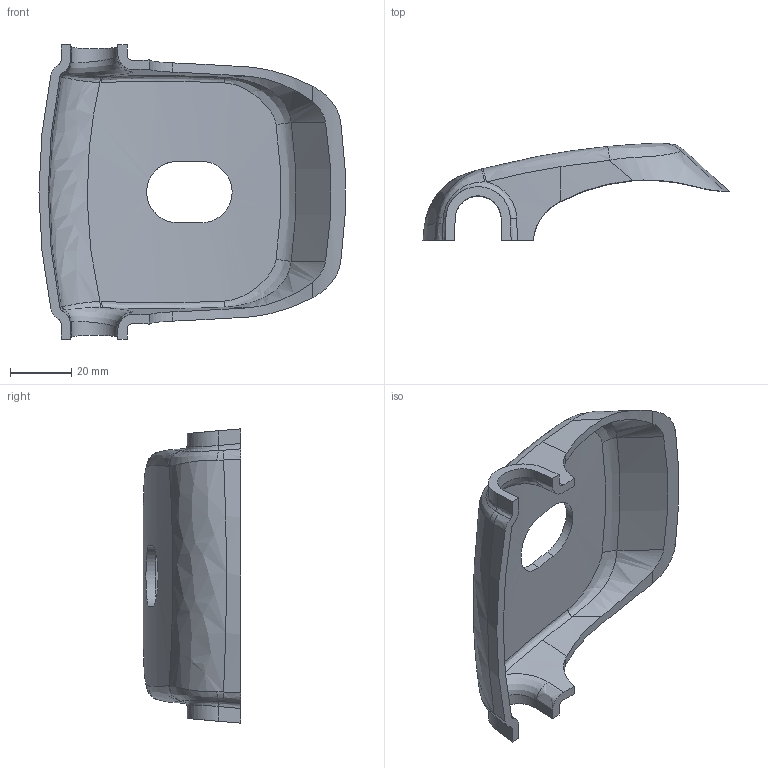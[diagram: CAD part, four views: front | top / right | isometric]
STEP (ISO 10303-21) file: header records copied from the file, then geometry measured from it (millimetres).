
FILE_DESCRIPTION (( 'STEP AP214' ), '1' );
FILE_NAME ('Solid.STEP', '2018-03-06T22:48:49', ( '' ), ( '' ), 'SwSTEP 2.0', 'SolidWorks 2017', '' );
FILE_SCHEMA (( 'AUTOMOTIVE_DESIGN' ));
Length unit declared in the file: millimetre
Products named in the file (1): Solid
Bounding box: 99.83 x 31.78 x 96 mm (x, y, z)
Volume: 30744.8 mm3; surface area: 22095 mm2
Topology: 1 solids, 1 shells, 84 faces, 214 edges, 132 vertices
Faces by surface type: bspline 44, plane 15, cylinder 13, cone 12
Entity records: 6076 total; most frequent: CARTESIAN_POINT 4449, ORIENTED_EDGE 428, EDGE_CURVE 214, DIRECTION 192, VERTEX_POINT 132, B_SPLINE_CURVE_WITH_KNOTS 132, EDGE_LOOP 86, ADVANCED_FACE 84
